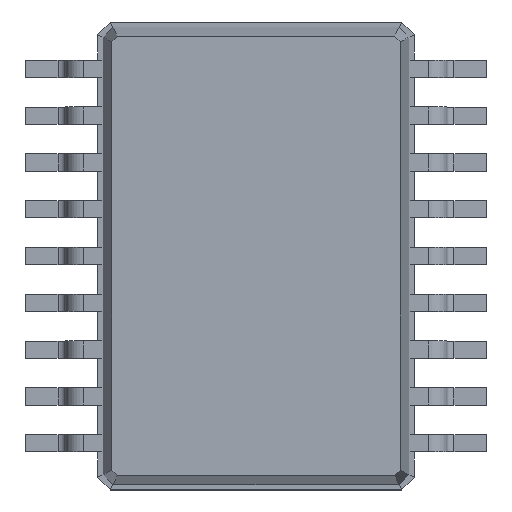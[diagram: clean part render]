
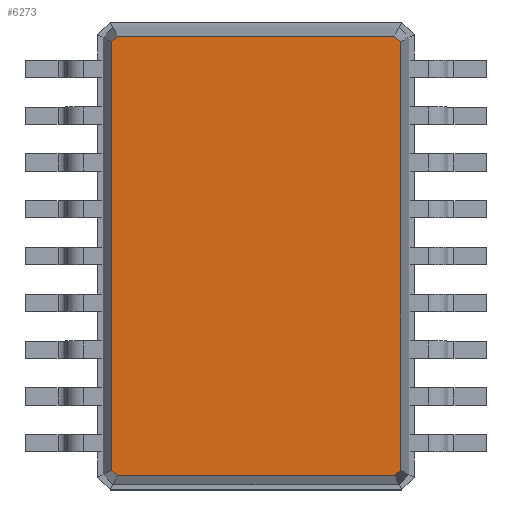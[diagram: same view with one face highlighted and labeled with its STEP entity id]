
A CAD part, top view. The second image highlights one B-rep face of the part: STEP entity #6273.
In plain terms, the highlighted planar face has unit normal (0, 0, 1).
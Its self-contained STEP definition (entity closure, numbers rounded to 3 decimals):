
#1919 = VERTEX_POINT('',#1920);
#1920 = CARTESIAN_POINT('',(1.926,3.053,1.4));
#1925 = EDGE_CURVE('',#1926,#1919,#1928,.T.);
#1926 = VERTEX_POINT('',#1927);
#1927 = CARTESIAN_POINT('',(-1.926,3.053,1.4));
#1928 = LINE('',#1929,#1930);
#1929 = CARTESIAN_POINT('',(-1.926,3.053,1.4));
#1930 = VECTOR('',#1931,1.);
#1931 = DIRECTION('',(1.,0.,0.));
#6256 = VERTEX_POINT('',#6257);
#6257 = CARTESIAN_POINT('',(2.003,2.976,1.4));
#6262 = EDGE_CURVE('',#1919,#6256,#6263,.T.);
#6263 = LINE('',#6264,#6265);
#6264 = CARTESIAN_POINT('',(1.926,3.053,1.4));
#6265 = VECTOR('',#6266,1.);
#6266 = DIRECTION('',(0.707,-0.707,0.));
#6273 = ADVANCED_FACE('',(#6274),#6324,.T.);
#6274 = FACE_BOUND('',#6275,.F.);
#6275 = EDGE_LOOP('',(#6276,#6277,#6278,#6286,#6294,#6302,#6310,#6318));
#6276 = ORIENTED_EDGE('',*,*,#1925,.T.);
#6277 = ORIENTED_EDGE('',*,*,#6262,.T.);
#6278 = ORIENTED_EDGE('',*,*,#6279,.T.);
#6279 = EDGE_CURVE('',#6256,#6280,#6282,.T.);
#6280 = VERTEX_POINT('',#6281);
#6281 = CARTESIAN_POINT('',(2.003,-2.976,1.4));
#6282 = LINE('',#6283,#6284);
#6283 = CARTESIAN_POINT('',(2.003,2.976,1.4));
#6284 = VECTOR('',#6285,1.);
#6285 = DIRECTION('',(0.,-1.,0.));
#6286 = ORIENTED_EDGE('',*,*,#6287,.T.);
#6287 = EDGE_CURVE('',#6280,#6288,#6290,.T.);
#6288 = VERTEX_POINT('',#6289);
#6289 = CARTESIAN_POINT('',(1.926,-3.053,1.4));
#6290 = LINE('',#6291,#6292);
#6291 = CARTESIAN_POINT('',(2.003,-2.976,1.4));
#6292 = VECTOR('',#6293,1.);
#6293 = DIRECTION('',(-0.707,-0.707,0.));
#6294 = ORIENTED_EDGE('',*,*,#6295,.T.);
#6295 = EDGE_CURVE('',#6288,#6296,#6298,.T.);
#6296 = VERTEX_POINT('',#6297);
#6297 = CARTESIAN_POINT('',(-1.926,-3.053,1.4));
#6298 = LINE('',#6299,#6300);
#6299 = CARTESIAN_POINT('',(1.926,-3.053,1.4));
#6300 = VECTOR('',#6301,1.);
#6301 = DIRECTION('',(-1.,0.,0.));
#6302 = ORIENTED_EDGE('',*,*,#6303,.T.);
#6303 = EDGE_CURVE('',#6296,#6304,#6306,.T.);
#6304 = VERTEX_POINT('',#6305);
#6305 = CARTESIAN_POINT('',(-2.003,-2.976,1.4));
#6306 = LINE('',#6307,#6308);
#6307 = CARTESIAN_POINT('',(-1.926,-3.053,1.4));
#6308 = VECTOR('',#6309,1.);
#6309 = DIRECTION('',(-0.707,0.707,0.));
#6310 = ORIENTED_EDGE('',*,*,#6311,.T.);
#6311 = EDGE_CURVE('',#6304,#6312,#6314,.T.);
#6312 = VERTEX_POINT('',#6313);
#6313 = CARTESIAN_POINT('',(-2.003,2.976,1.4));
#6314 = LINE('',#6315,#6316);
#6315 = CARTESIAN_POINT('',(-2.003,-2.976,1.4));
#6316 = VECTOR('',#6317,1.);
#6317 = DIRECTION('',(0.,1.,0.));
#6318 = ORIENTED_EDGE('',*,*,#6319,.T.);
#6319 = EDGE_CURVE('',#6312,#1926,#6320,.T.);
#6320 = LINE('',#6321,#6322);
#6321 = CARTESIAN_POINT('',(-2.003,2.976,1.4));
#6322 = VECTOR('',#6323,1.);
#6323 = DIRECTION('',(0.707,0.707,0.));
#6324 = PLANE('',#6325);
#6325 = AXIS2_PLACEMENT_3D('',#6326,#6327,#6328);
#6326 = CARTESIAN_POINT('',(-1.926,3.053,1.4));
#6327 = DIRECTION('',(0.,0.,1.));
#6328 = DIRECTION('',(0.534,-0.846,0.));
